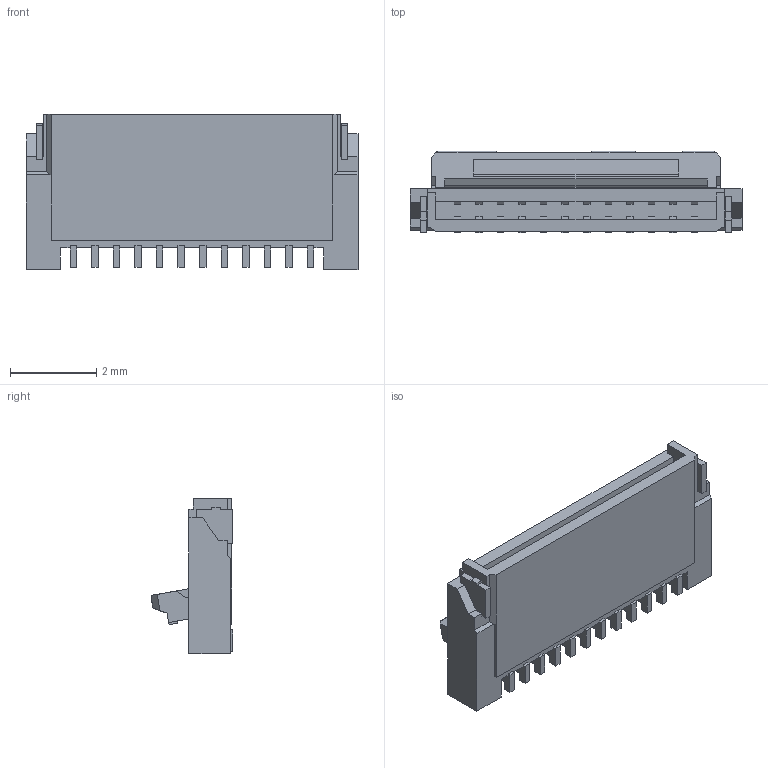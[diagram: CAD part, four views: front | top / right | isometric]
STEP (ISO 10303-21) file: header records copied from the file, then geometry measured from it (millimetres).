
FILE_DESCRIPTION(('STEP AP242'),'1');
FILE_NAME('503480-1200.stp','2021-02-02T14:31:28',('TraceParts'),('TraceParts S.A.'),'Spatial InterOp 3D',' ',' ');
FILE_SCHEMA(('AP242_MANAGED_MODEL_BASED_3D_ENGINEERING_MIM_LF {1 0 10303 442 1 1 4}'));
Length unit declared in the file: millimetre
Products named in the file (1): 503480-1200_1
Bounding box: 7.7 x 1.9 x 3.6 mm (x, y, z)
Volume: 18.1 mm3; surface area: 135.1 mm2
Topology: 1 solids, 1 shells, 532 faces, 1527 edges, 1090 vertices
Faces by surface type: plane 480, cylinder 52
Entity records: 17169 total; most frequent: CARTESIAN_POINT 3049, ORIENTED_EDGE 2942, DIRECTION 2699, EDGE_CURVE 1471, LINE 1419, VECTOR 1419, VERTEX_POINT 978, AXIS2_PLACEMENT_3D 640
